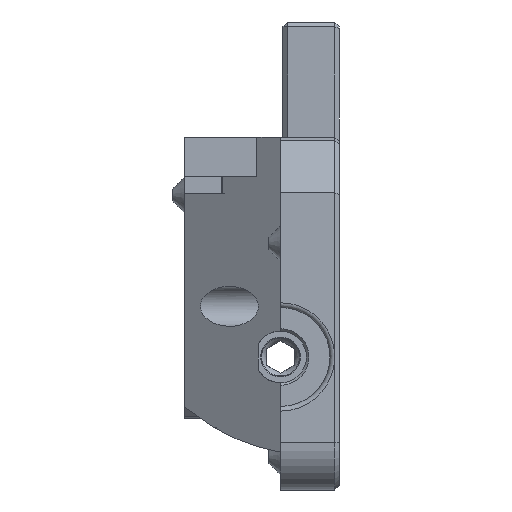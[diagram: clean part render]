
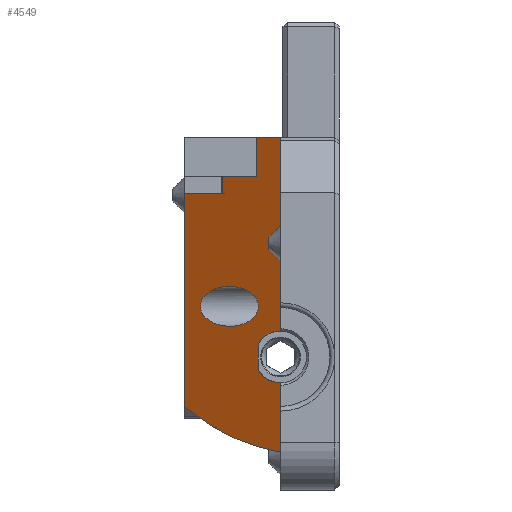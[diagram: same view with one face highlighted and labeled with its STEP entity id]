
A CAD part, left-side view. The second image highlights one B-rep face of the part: STEP entity #4549.
In plain terms, the highlighted planar face has unit normal (-0.823, 0.569, 0).
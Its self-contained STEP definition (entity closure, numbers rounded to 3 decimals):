
#2102 = VERTEX_POINT('',#2103);
#2103 = CARTESIAN_POINT('',(228.439,-143.061,39.8));
#2109 = EDGE_CURVE('',#2102,#2110,#2112,.T.);
#2110 = VERTEX_POINT('',#2111);
#2111 = CARTESIAN_POINT('',(227.05,-145.071,39.8));
#2112 = LINE('',#2113,#2114);
#2113 = CARTESIAN_POINT('',(228.439,-143.061,39.8));
#2114 = VECTOR('',#2115,1.);
#2115 = DIRECTION('',(-0.569,-0.823,0.));
#2698 = VERTEX_POINT('',#2699);
#2699 = CARTESIAN_POINT('',(230.976,-139.39,
    15.184));
#2705 = EDGE_CURVE('',#2706,#2698,#2708,.T.);
#2706 = VERTEX_POINT('',#2707);
#2707 = CARTESIAN_POINT('',(232.696,-136.901,16.903));
#2708 = LINE('',#2709,#2710);
#2709 = CARTESIAN_POINT('',(232.696,-136.901,16.903));
#2710 = VECTOR('',#2711,1.);
#2711 = DIRECTION('',(-0.494,-0.715,-0.494));
#2755 = VERTEX_POINT('',#2756);
#2756 = CARTESIAN_POINT('',(227.05,-145.071,
    13.058));
#2763 = EDGE_CURVE('',#2698,#2755,#2764,.T.);
#2764 = ELLIPSE('',#2765,16.75,9.523);
#2765 = AXIS2_PLACEMENT_3D('',#2766,#2767,#2768);
#2766 = CARTESIAN_POINT('',(224.606,-148.608,
    22.261));
#2767 = DIRECTION('',(-0.823,0.569,0.));
#2768 = DIRECTION('',(0.569,0.823,0.));
#3966 = EDGE_CURVE('',#3967,#2110,#3969,.T.);
#3967 = VERTEX_POINT('',#3968);
#3968 = CARTESIAN_POINT('',(227.05,-145.071,23.35));
#3969 = LINE('',#3970,#3971);
#3970 = CARTESIAN_POINT('',(227.05,-145.071,23.35));
#3971 = VECTOR('',#3972,1.);
#3972 = DIRECTION('',(0.,0.,1.));
#4549 = ADVANCED_FACE('',(#4550,#4626),#4637,.T.);
#4550 = FACE_BOUND('',#4551,.T.);
#4551 = EDGE_LOOP('',(#4552,#4560,#4561,#4562,#4570,#4579,#4587,#4594,
    #4595,#4596,#4604,#4612,#4620));
#4552 = ORIENTED_EDGE('',*,*,#4553,.T.);
#4553 = EDGE_CURVE('',#4554,#2706,#4556,.T.);
#4554 = VERTEX_POINT('',#4555);
#4555 = CARTESIAN_POINT('',(232.696,-136.901,35.002));
#4556 = LINE('',#4557,#4558);
#4557 = CARTESIAN_POINT('',(232.696,-136.901,35.002));
#4558 = VECTOR('',#4559,1.);
#4559 = DIRECTION('',(0.,0.,-1.));
#4560 = ORIENTED_EDGE('',*,*,#2705,.T.);
#4561 = ORIENTED_EDGE('',*,*,#2763,.T.);
#4562 = ORIENTED_EDGE('',*,*,#4563,.T.);
#4563 = EDGE_CURVE('',#2755,#4564,#4566,.T.);
#4564 = VERTEX_POINT('',#4565);
#4565 = CARTESIAN_POINT('',(227.05,-145.071,18.95));
#4566 = LINE('',#4567,#4568);
#4567 = CARTESIAN_POINT('',(227.05,-145.071,13.058));
#4568 = VECTOR('',#4569,1.);
#4569 = DIRECTION('',(0.,0.,1.));
#4570 = ORIENTED_EDGE('',*,*,#4571,.T.);
#4571 = EDGE_CURVE('',#4564,#4572,#4574,.T.);
#4572 = VERTEX_POINT('',#4573);
#4573 = CARTESIAN_POINT('',(228.35,-143.19,
    20.009));
#4574 = ELLIPSE('',#4575,2.674,2.2);
#4575 = AXIS2_PLACEMENT_3D('',#4576,#4577,#4578);
#4576 = CARTESIAN_POINT('',(227.05,-145.071,
    21.15));
#4577 = DIRECTION('',(0.823,-0.569,0.)
  );
#4578 = DIRECTION('',(0.569,0.823,0.));
#4579 = ORIENTED_EDGE('',*,*,#4580,.T.);
#4580 = EDGE_CURVE('',#4572,#4581,#4583,.T.);
#4581 = VERTEX_POINT('',#4582);
#4582 = CARTESIAN_POINT('',(228.35,-143.19,
    22.291));
#4583 = LINE('',#4584,#4585);
#4584 = CARTESIAN_POINT('',(228.35,-143.19,20.009));
#4585 = VECTOR('',#4586,1.);
#4586 = DIRECTION('',(0.,0.,1.));
#4587 = ORIENTED_EDGE('',*,*,#4588,.T.);
#4588 = EDGE_CURVE('',#4581,#3967,#4589,.T.);
#4589 = ELLIPSE('',#4590,2.674,2.2);
#4590 = AXIS2_PLACEMENT_3D('',#4591,#4592,#4593);
#4591 = CARTESIAN_POINT('',(227.05,-145.071,
    21.15));
#4592 = DIRECTION('',(0.823,-0.569,0.)
  );
#4593 = DIRECTION('',(0.569,0.823,0.));
#4594 = ORIENTED_EDGE('',*,*,#3966,.T.);
#4595 = ORIENTED_EDGE('',*,*,#2109,.F.);
#4596 = ORIENTED_EDGE('',*,*,#4597,.T.);
#4597 = EDGE_CURVE('',#2102,#4598,#4600,.T.);
#4598 = VERTEX_POINT('',#4599);
#4599 = CARTESIAN_POINT('',(228.439,-143.061,36.45));
#4600 = LINE('',#4601,#4602);
#4601 = CARTESIAN_POINT('',(228.439,-143.061,39.8));
#4602 = VECTOR('',#4603,1.);
#4603 = DIRECTION('',(0.,0.,-1.));
#4604 = ORIENTED_EDGE('',*,*,#4605,.T.);
#4605 = EDGE_CURVE('',#4598,#4606,#4608,.T.);
#4606 = VERTEX_POINT('',#4607);
#4607 = CARTESIAN_POINT('',(230.485,-140.101,36.45));
#4608 = LINE('',#4609,#4610);
#4609 = CARTESIAN_POINT('',(228.439,-143.061,36.45));
#4610 = VECTOR('',#4611,1.);
#4611 = DIRECTION('',(0.569,0.823,0.));
#4612 = ORIENTED_EDGE('',*,*,#4613,.T.);
#4613 = EDGE_CURVE('',#4606,#4614,#4616,.T.);
#4614 = VERTEX_POINT('',#4615);
#4615 = CARTESIAN_POINT('',(230.485,-140.101,35.002));
#4616 = LINE('',#4617,#4618);
#4617 = CARTESIAN_POINT('',(230.485,-140.101,36.45));
#4618 = VECTOR('',#4619,1.);
#4619 = DIRECTION('',(0.,0.,-1.));
#4620 = ORIENTED_EDGE('',*,*,#4621,.T.);
#4621 = EDGE_CURVE('',#4614,#4554,#4622,.T.);
#4622 = LINE('',#4623,#4624);
#4623 = CARTESIAN_POINT('',(230.485,-140.101,35.002));
#4624 = VECTOR('',#4625,1.);
#4625 = DIRECTION('',(0.569,0.823,0.));
#4626 = FACE_BOUND('',#4627,.T.);
#4627 = EDGE_LOOP('',(#4628));
#4628 = ORIENTED_EDGE('',*,*,#4629,.T.);
#4629 = EDGE_CURVE('',#4630,#4630,#4632,.T.);
#4630 = VERTEX_POINT('',#4631);
#4631 = CARTESIAN_POINT('',(230.05,-140.73,23.75));
#4632 = ELLIPSE('',#4633,2.99,1.7);
#4633 = AXIS2_PLACEMENT_3D('',#4634,#4635,#4636);
#4634 = CARTESIAN_POINT('',(230.05,-140.73,25.45));
#4635 = DIRECTION('',(0.823,-0.569,0.));
#4636 = DIRECTION('',(0.569,0.823,0.));
#4637 = PLANE('',#4638);
#4638 = AXIS2_PLACEMENT_3D('',#4639,#4640,#4641);
#4639 = CARTESIAN_POINT('',(233.05,-136.389,21.15));
#4640 = DIRECTION('',(-0.823,0.569,0.));
#4641 = DIRECTION('',(-0.569,-0.823,0.));
